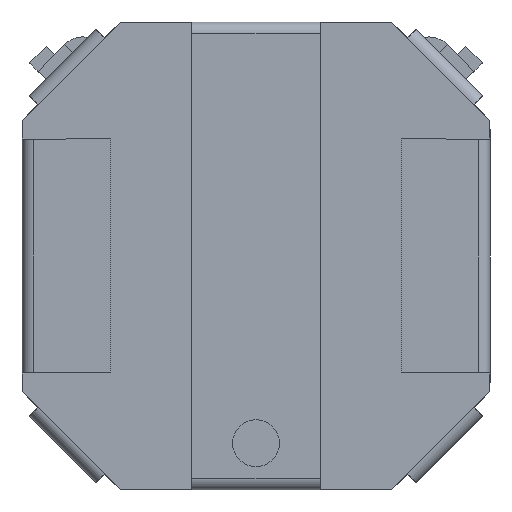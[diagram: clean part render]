
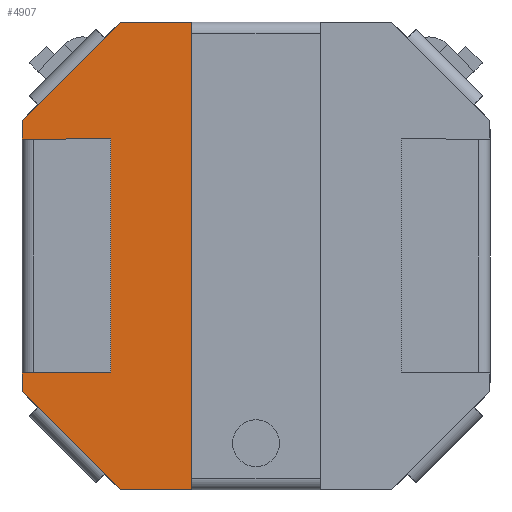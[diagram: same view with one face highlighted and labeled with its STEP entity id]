
A CAD part, front view. The second image highlights one B-rep face of the part: STEP entity #4907.
In plain terms, the highlighted planar face has unit normal (0, -1, 0).
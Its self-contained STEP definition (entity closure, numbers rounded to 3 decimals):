
#2 = CARTESIAN_POINT ( 'NONE',  ( -2.9, 0., -5. ) ) ;
#124 = CARTESIAN_POINT ( 'NONE',  ( -1.375, 0., 5. ) ) ;
#141 = CARTESIAN_POINT ( 'NONE',  ( -5., 0., -2.5 ) ) ;
#251 = LINE ( 'NONE', #2370, #3527 ) ;
#268 = LINE ( 'NONE', #2596, #4216 ) ;
#327 = DIRECTION ( 'NONE',  ( -1., 0., 0. ) ) ;
#337 = CARTESIAN_POINT ( 'NONE',  ( -5., 0., -2.5 ) ) ;
#347 = VECTOR ( 'NONE', #3676, 1000. ) ;
#435 = DIRECTION ( 'NONE',  ( -0.707, 0., 0.707 ) ) ;
#549 = VECTOR ( 'NONE', #5642, 1000. ) ;
#669 = VERTEX_POINT ( 'NONE', #4253 ) ;
#759 = ORIENTED_EDGE ( 'NONE', *, *, #3490, .T. ) ;
#764 = CARTESIAN_POINT ( 'NONE',  ( -4.657, 0., 3.243 ) ) ;
#780 = CARTESIAN_POINT ( 'NONE',  ( -2.9, 0., 5. ) ) ;
#896 = VECTOR ( 'NONE', #327, 1000. ) ;
#929 = DIRECTION ( 'NONE',  ( -0.707, 0., -0.707 ) ) ;
#966 = CARTESIAN_POINT ( 'NONE',  ( -2.9, 0., -5. ) ) ;
#977 = VECTOR ( 'NONE', #1934, 1000. ) ;
#1018 = CARTESIAN_POINT ( 'NONE',  ( -5., 0., -2.9 ) ) ;
#1113 = LINE ( 'NONE', #3288, #977 ) ;
#1147 = VECTOR ( 'NONE', #2145, 1000. ) ;
#1177 = LINE ( 'NONE', #141, #2274 ) ;
#1476 = EDGE_CURVE ( 'NONE', #3953, #3814, #1177, .T. ) ;
#1535 = CARTESIAN_POINT ( 'NONE',  ( -3.1, 0., 2.5 ) ) ;
#1671 = EDGE_LOOP ( 'NONE', ( #4112, #759, #5765, #1976, #4172, #2243, #5372, #3825, #2413, #2027, #3461, #5826, #5958, #2342 ) ) ;
#1716 = CARTESIAN_POINT ( 'NONE',  ( -3.1, 0., -2.5 ) ) ;
#1740 = EDGE_CURVE ( 'NONE', #3814, #3582, #3342, .T. ) ;
#1779 = EDGE_CURVE ( 'NONE', #4496, #4036, #5101, .T. ) ;
#1806 = VERTEX_POINT ( 'NONE', #5182 ) ;
#1821 = PLANE ( 'NONE',  #5218 ) ;
#1934 = DIRECTION ( 'NONE',  ( 1., 0., 0. ) ) ;
#1972 = LINE ( 'NONE', #3733, #549 ) ;
#1976 = ORIENTED_EDGE ( 'NONE', *, *, #2074, .T. ) ;
#2027 = ORIENTED_EDGE ( 'NONE', *, *, #2912, .F. ) ;
#2033 = VERTEX_POINT ( 'NONE', #764 ) ;
#2055 = VECTOR ( 'NONE', #4716, 1000. ) ;
#2072 = DIRECTION ( 'NONE',  ( 1., 0., 0. ) ) ;
#2074 = EDGE_CURVE ( 'NONE', #4036, #2033, #5092, .T. ) ;
#2079 = VERTEX_POINT ( 'NONE', #124 ) ;
#2145 = DIRECTION ( 'NONE',  ( -0.707, 0., 0.707 ) ) ;
#2243 = ORIENTED_EDGE ( 'NONE', *, *, #2728, .T. ) ;
#2247 = EDGE_CURVE ( 'NONE', #2079, #4977, #268, .T. ) ;
#2274 = VECTOR ( 'NONE', #2072, 1000. ) ;
#2342 = ORIENTED_EDGE ( 'NONE', *, *, #4451, .F. ) ;
#2345 = VERTEX_POINT ( 'NONE', #4327 ) ;
#2370 = CARTESIAN_POINT ( 'NONE',  ( -1.375, 0., 5. ) ) ;
#2413 = ORIENTED_EDGE ( 'NONE', *, *, #1476, .F. ) ;
#2424 = LINE ( 'NONE', #2, #4936 ) ;
#2493 = LINE ( 'NONE', #1018, #4057 ) ;
#2596 = CARTESIAN_POINT ( 'NONE',  ( -1.375, 0., 0. ) ) ;
#2599 = CARTESIAN_POINT ( 'NONE',  ( -3.243, 0., -4.657 ) ) ;
#2632 = CARTESIAN_POINT ( 'NONE',  ( -2.9, 0., 5. ) ) ;
#2637 = VERTEX_POINT ( 'NONE', #5125 ) ;
#2712 = CARTESIAN_POINT ( 'NONE',  ( -1.375, 0., -5. ) ) ;
#2728 = EDGE_CURVE ( 'NONE', #2345, #4318, #1972, .T. ) ;
#2745 = LINE ( 'NONE', #2712, #896 ) ;
#2859 = DIRECTION ( 'NONE',  ( 0., 0., 1. ) ) ;
#2897 = DIRECTION ( 'NONE',  ( 0., 1., 0. ) ) ;
#2907 = EDGE_CURVE ( 'NONE', #2637, #5691, #2424, .T. ) ;
#2912 = EDGE_CURVE ( 'NONE', #1806, #3953, #2493, .T. ) ;
#2974 = FACE_OUTER_BOUND ( 'NONE', #1671, .T. ) ;
#3288 = CARTESIAN_POINT ( 'NONE',  ( -5., 0., 2.5 ) ) ;
#3329 = DIRECTION ( 'NONE',  ( -0.707, 0., 0.707 ) ) ;
#3334 = VECTOR ( 'NONE', #4378, 1000. ) ;
#3342 = LINE ( 'NONE', #1716, #2055 ) ;
#3364 = CARTESIAN_POINT ( 'NONE',  ( -3.243, 0., 4.657 ) ) ;
#3392 = EDGE_CURVE ( 'NONE', #5691, #669, #5159, .T. ) ;
#3453 = CARTESIAN_POINT ( 'NONE',  ( -3.1, 0., -2.5 ) ) ;
#3461 = ORIENTED_EDGE ( 'NONE', *, *, #4143, .F. ) ;
#3484 = VECTOR ( 'NONE', #929, 1000. ) ;
#3490 = EDGE_CURVE ( 'NONE', #2079, #4496, #251, .T. ) ;
#3527 = VECTOR ( 'NONE', #4282, 1000. ) ;
#3582 = VERTEX_POINT ( 'NONE', #1535 ) ;
#3676 = DIRECTION ( 'NONE',  ( -0.707, 0., -0.707 ) ) ;
#3733 = CARTESIAN_POINT ( 'NONE',  ( -5., 0., 2.9 ) ) ;
#3783 = CARTESIAN_POINT ( 'NONE',  ( 0., 0., 0. ) ) ;
#3814 = VERTEX_POINT ( 'NONE', #3453 ) ;
#3825 = ORIENTED_EDGE ( 'NONE', *, *, #1740, .F. ) ;
#3951 = CARTESIAN_POINT ( 'NONE',  ( -3.243, 0., 4.657 ) ) ;
#3953 = VERTEX_POINT ( 'NONE', #337 ) ;
#4001 = CARTESIAN_POINT ( 'NONE',  ( -5., 0., 2.5 ) ) ;
#4036 = VERTEX_POINT ( 'NONE', #3364 ) ;
#4057 = VECTOR ( 'NONE', #2859, 1000. ) ;
#4112 = ORIENTED_EDGE ( 'NONE', *, *, #2247, .F. ) ;
#4143 = EDGE_CURVE ( 'NONE', #669, #1806, #4236, .T. ) ;
#4172 = ORIENTED_EDGE ( 'NONE', *, *, #5349, .T. ) ;
#4216 = VECTOR ( 'NONE', #4758, 1000. ) ;
#4236 = LINE ( 'NONE', #966, #4448 ) ;
#4239 = DIRECTION ( 'NONE',  ( 0., 0., -1. ) ) ;
#4253 = CARTESIAN_POINT ( 'NONE',  ( -4.657, 0., -3.243 ) ) ;
#4282 = DIRECTION ( 'NONE',  ( -1., 0., 0. ) ) ;
#4318 = VERTEX_POINT ( 'NONE', #4001 ) ;
#4327 = CARTESIAN_POINT ( 'NONE',  ( -5., 0., 2.9 ) ) ;
#4378 = DIRECTION ( 'NONE',  ( -0.707, 0., -0.707 ) ) ;
#4448 = VECTOR ( 'NONE', #3329, 1000. ) ;
#4451 = EDGE_CURVE ( 'NONE', #4977, #2637, #2745, .T. ) ;
#4496 = VERTEX_POINT ( 'NONE', #2632 ) ;
#4507 = LINE ( 'NONE', #780, #347 ) ;
#4716 = DIRECTION ( 'NONE',  ( 0., 0., 1. ) ) ;
#4758 = DIRECTION ( 'NONE',  ( 0., 0., -1. ) ) ;
#4907 = ADVANCED_FACE ( 'NONE', ( #2974 ), #1821, .F. ) ;
#4924 = EDGE_CURVE ( 'NONE', #4318, #3582, #1113, .T. ) ;
#4936 = VECTOR ( 'NONE', #435, 1000. ) ;
#4977 = VERTEX_POINT ( 'NONE', #5200 ) ;
#4999 = CARTESIAN_POINT ( 'NONE',  ( -3.243, 0., -4.657 ) ) ;
#5092 = LINE ( 'NONE', #3951, #3334 ) ;
#5101 = LINE ( 'NONE', #6102, #3484 ) ;
#5125 = CARTESIAN_POINT ( 'NONE',  ( -2.9, 0., -5. ) ) ;
#5159 = LINE ( 'NONE', #4999, #1147 ) ;
#5182 = CARTESIAN_POINT ( 'NONE',  ( -5., 0., -2.9 ) ) ;
#5200 = CARTESIAN_POINT ( 'NONE',  ( -1.375, 0., -5. ) ) ;
#5218 = AXIS2_PLACEMENT_3D ( 'NONE', #3783, #2897, #4239 ) ;
#5349 = EDGE_CURVE ( 'NONE', #2033, #2345, #4507, .T. ) ;
#5372 = ORIENTED_EDGE ( 'NONE', *, *, #4924, .T. ) ;
#5642 = DIRECTION ( 'NONE',  ( 0., 0., -1. ) ) ;
#5691 = VERTEX_POINT ( 'NONE', #2599 ) ;
#5765 = ORIENTED_EDGE ( 'NONE', *, *, #1779, .T. ) ;
#5826 = ORIENTED_EDGE ( 'NONE', *, *, #3392, .F. ) ;
#5958 = ORIENTED_EDGE ( 'NONE', *, *, #2907, .F. ) ;
#6102 = CARTESIAN_POINT ( 'NONE',  ( -2.9, 0., 5. ) ) ;
